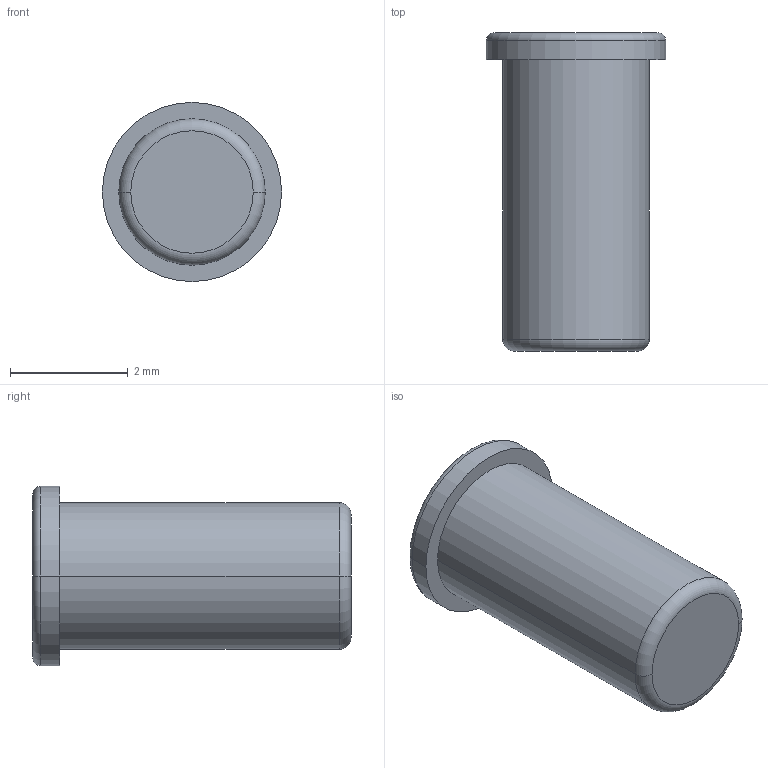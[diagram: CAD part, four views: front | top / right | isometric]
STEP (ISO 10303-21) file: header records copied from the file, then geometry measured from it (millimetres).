
FILE_DESCRIPTION (( 'STEP AP214' ), '1' );
FILE_NAME ('1682.STEP', '2007-12-18T14:07:03', ( 'Richard Maletta' ), ( '' ), 'SwSTEP 2.0', 'SolidWorks 2007', '' );
FILE_SCHEMA (( 'AUTOMOTIVE_DESIGN' ));
Length unit declared in the file: millimetre
Products named in the file (1): 1682
Bounding box: 3.05 x 5.41 x 3.05 mm (x, y, z)
Volume: 14.9 mm3; surface area: 119 mm2
Topology: 2 solids, 2 shells, 46 faces, 118 edges, 75 vertices
Faces by surface type: plane 16, cylinder 14, cone 12, torus 4
Entity records: 2188 total; most frequent: CARTESIAN_POINT 586, ORIENTED_EDGE 232, DIRECTION 208, EDGE_CURVE 116, AXIS2_PLACEMENT_3D 89, VERTEX_POINT 75, EDGE_LOOP 49, UNCERTAINTY_MEASURE_WITH_UNIT 49
